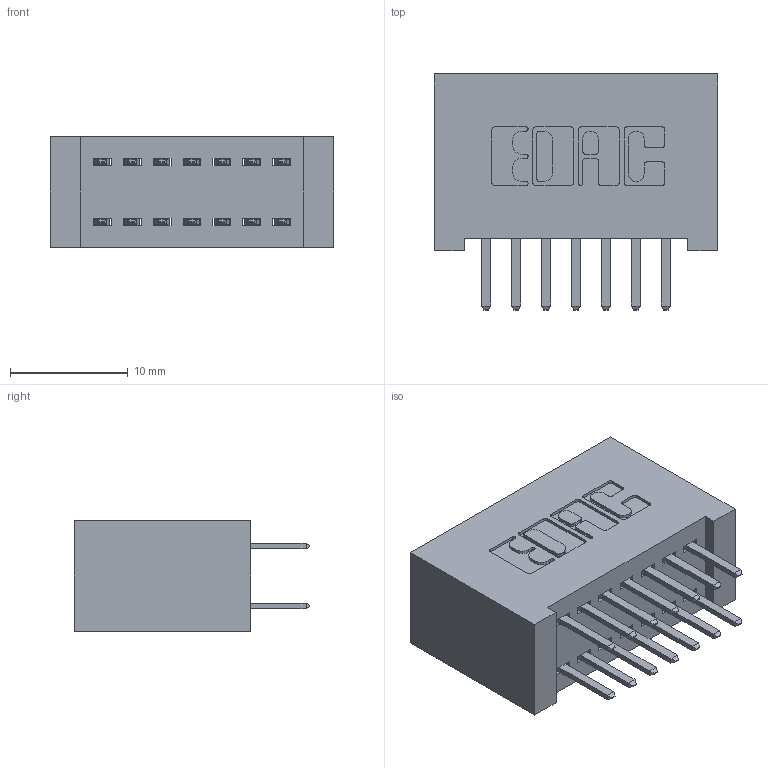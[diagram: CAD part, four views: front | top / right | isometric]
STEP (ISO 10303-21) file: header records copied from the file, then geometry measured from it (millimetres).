
FILE_DESCRIPTION (( 'STEP AP203' ), '1' );
FILE_NAME ('342-014-520-201.STEP', '2019-10-01T16:21:54', ( '' ), ( '' ), 'SwSTEP 2.0', 'SolidWorks 2016', '' );
FILE_SCHEMA (( 'CONFIG_CONTROL_DESIGN' ));
Length unit declared in the file: inch
Products named in the file (3): 342 Part_Lugless; 345-292-001_345-293-120; 342-014-520-201
Assembly tree (15 placements, depth 2):
  342-014-520-201
    342 Part_Lugless
    345-292-001_345-293-120  x14
Bounding box: 24.03 x 20.02 x 9.4 mm (x, y, z)
Volume: 2426.6 mm3; surface area: 3519.2 mm2
Topology: 15 solids, 15 shells, 886 faces, 2557 edges, 1666 vertices
Faces by surface type: plane 594, cylinder 292
Entity records: 8735 total; most frequent: CARTESIAN_POINT 1498, ORIENTED_EDGE 1422, DIRECTION 1323, EDGE_CURVE 711, VECTOR 587, LINE 587, VERTEX_POINT 470, AXIS2_PLACEMENT_3D 368
